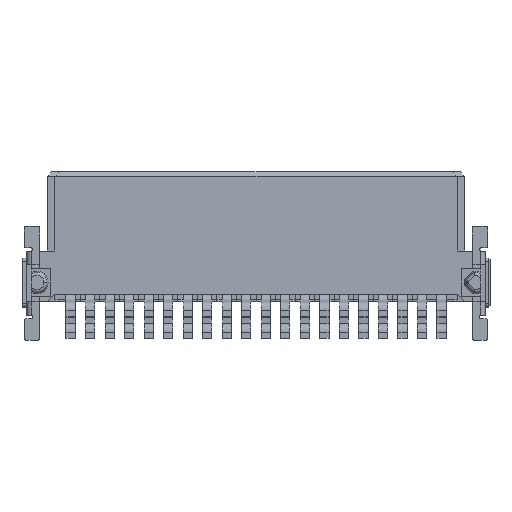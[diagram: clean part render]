
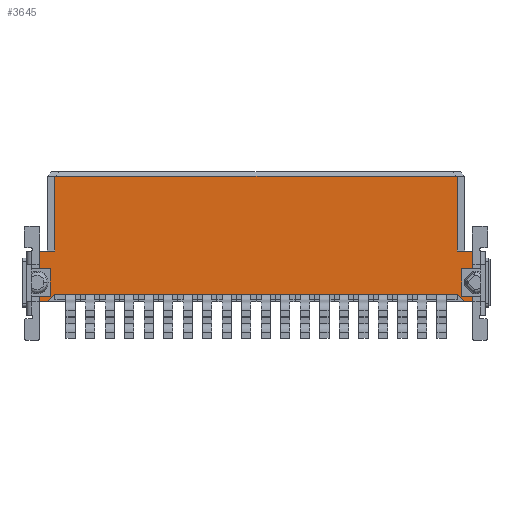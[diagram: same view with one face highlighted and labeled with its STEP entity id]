
A CAD part, front view. The second image highlights one B-rep face of the part: STEP entity #3645.
In plain terms, the highlighted planar face has unit normal (0, -1, 0).
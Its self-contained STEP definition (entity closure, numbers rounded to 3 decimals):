
#3522=AXIS2_PLACEMENT_3D('Plane Axis2P3D',#3519,#3520,#3521) ;
#748=CARTESIAN_POINT('Vertex',(1.115,1.373,5.8)) ;
#751=CARTESIAN_POINT('Line Origine',(1.63,1.373,5.8)) ;
#755=CARTESIAN_POINT('Vertex',(2.145,1.373,5.8)) ;
#887=CARTESIAN_POINT('Vertex',(28.295,1.373,5.8)) ;
#890=CARTESIAN_POINT('Line Origine',(28.81,1.373,5.8)) ;
#894=CARTESIAN_POINT('Vertex',(29.325,1.373,5.8)) ;
#2554=CARTESIAN_POINT('Vertex',(1.115,1.373,2.85)) ;
#2559=CARTESIAN_POINT('Line Origine',(1.48,1.373,2.85)) ;
#2563=CARTESIAN_POINT('Vertex',(1.845,1.373,2.85)) ;
#2846=CARTESIAN_POINT('Vertex',(1.115,1.373,4.65)) ;
#2858=CARTESIAN_POINT('Vertex',(1.845,1.373,4.65)) ;
#2861=CARTESIAN_POINT('Line Origine',(1.48,1.373,4.65)) ;
#3506=CARTESIAN_POINT('Line Origine',(1.115,1.373,5.225)) ;
#3519=CARTESIAN_POINT('Axis2P3D Location',(18.595,1.373,10.85)) ;
#3524=CARTESIAN_POINT('Line Origine',(15.22,1.373,3.)) ;
#3528=CARTESIAN_POINT('Vertex',(28.295,1.373,3.)) ;
#3530=CARTESIAN_POINT('Vertex',(2.145,1.373,3.)) ;
#3533=CARTESIAN_POINT('Line Origine',(28.545,1.373,2.75)) ;
#3537=CARTESIAN_POINT('Vertex',(28.795,1.373,2.5)) ;
#3540=CARTESIAN_POINT('Line Origine',(29.06,1.373,2.5)) ;
#3544=CARTESIAN_POINT('Vertex',(29.325,1.373,2.5)) ;
#3547=CARTESIAN_POINT('Line Origine',(29.325,1.373,2.675)) ;
#3551=CARTESIAN_POINT('Vertex',(29.325,1.373,2.85)) ;
#3554=CARTESIAN_POINT('Line Origine',(28.96,1.373,2.85)) ;
#3558=CARTESIAN_POINT('Vertex',(28.595,1.373,2.85)) ;
#3561=CARTESIAN_POINT('Line Origine',(28.595,1.373,3.75)) ;
#3565=CARTESIAN_POINT('Vertex',(28.595,1.373,4.65)) ;
#3568=CARTESIAN_POINT('Line Origine',(28.96,1.373,4.65)) ;
#3572=CARTESIAN_POINT('Vertex',(29.325,1.373,4.65)) ;
#3575=CARTESIAN_POINT('Line Origine',(29.325,1.373,5.225)) ;
#3580=CARTESIAN_POINT('Line Origine',(28.295,1.373,8.225)) ;
#3584=CARTESIAN_POINT('Vertex',(28.295,1.373,10.65)) ;
#3587=CARTESIAN_POINT('Line Origine',(15.22,1.373,10.65)) ;
#3591=CARTESIAN_POINT('Vertex',(2.145,1.373,10.65)) ;
#3594=CARTESIAN_POINT('Line Origine',(2.145,1.373,8.225)) ;
#3599=CARTESIAN_POINT('Line Origine',(1.845,1.373,3.75)) ;
#3604=CARTESIAN_POINT('Line Origine',(1.115,1.373,2.675)) ;
#3608=CARTESIAN_POINT('Vertex',(1.115,1.373,2.5)) ;
#3611=CARTESIAN_POINT('Line Origine',(1.38,1.373,2.5)) ;
#3615=CARTESIAN_POINT('Vertex',(1.645,1.373,2.5)) ;
#3618=CARTESIAN_POINT('Line Origine',(1.895,1.373,2.75)) ;
#752=DIRECTION('Vector Direction',(-1.,0.,0.)) ;
#891=DIRECTION('Vector Direction',(-1.,0.,0.)) ;
#2560=DIRECTION('Vector Direction',(-1.,0.,0.)) ;
#2862=DIRECTION('Vector Direction',(1.,0.,0.)) ;
#3507=DIRECTION('Vector Direction',(0.,0.,-1.)) ;
#3520=DIRECTION('Axis2P3D Direction',(0.,-1.,0.)) ;
#3521=DIRECTION('Axis2P3D XDirection',(0.,0.,-1.)) ;
#3525=DIRECTION('Vector Direction',(-1.,0.,0.)) ;
#3534=DIRECTION('Vector Direction',(0.707,0.,-0.707)) ;
#3541=DIRECTION('Vector Direction',(1.,0.,0.)) ;
#3548=DIRECTION('Vector Direction',(0.,0.,1.)) ;
#3555=DIRECTION('Vector Direction',(-1.,0.,0.)) ;
#3562=DIRECTION('Vector Direction',(0.,0.,1.)) ;
#3569=DIRECTION('Vector Direction',(1.,0.,0.)) ;
#3576=DIRECTION('Vector Direction',(0.,0.,1.)) ;
#3581=DIRECTION('Vector Direction',(0.,0.,1.)) ;
#3588=DIRECTION('Vector Direction',(-1.,0.,0.)) ;
#3595=DIRECTION('Vector Direction',(0.,0.,-1.)) ;
#3600=DIRECTION('Vector Direction',(0.,0.,-1.)) ;
#3605=DIRECTION('Vector Direction',(0.,0.,-1.)) ;
#3612=DIRECTION('Vector Direction',(1.,0.,0.)) ;
#3619=DIRECTION('Vector Direction',(0.707,0.,0.707)) ;
#753=VECTOR('Line Direction',#752,1.) ;
#892=VECTOR('Line Direction',#891,1.) ;
#2561=VECTOR('Line Direction',#2560,1.) ;
#2863=VECTOR('Line Direction',#2862,1.) ;
#3508=VECTOR('Line Direction',#3507,1.) ;
#3526=VECTOR('Line Direction',#3525,1.) ;
#3535=VECTOR('Line Direction',#3534,1.) ;
#3542=VECTOR('Line Direction',#3541,1.) ;
#3549=VECTOR('Line Direction',#3548,1.) ;
#3556=VECTOR('Line Direction',#3555,1.) ;
#3563=VECTOR('Line Direction',#3562,1.) ;
#3570=VECTOR('Line Direction',#3569,1.) ;
#3577=VECTOR('Line Direction',#3576,1.) ;
#3582=VECTOR('Line Direction',#3581,1.) ;
#3589=VECTOR('Line Direction',#3588,1.) ;
#3596=VECTOR('Line Direction',#3595,1.) ;
#3601=VECTOR('Line Direction',#3600,1.) ;
#3606=VECTOR('Line Direction',#3605,1.) ;
#3613=VECTOR('Line Direction',#3612,1.) ;
#3620=VECTOR('Line Direction',#3619,1.) ;
#3624=ORIENTED_EDGE('',*,*,#3532,.F.) ;
#3625=ORIENTED_EDGE('',*,*,#3539,.T.) ;
#3626=ORIENTED_EDGE('',*,*,#3546,.T.) ;
#3627=ORIENTED_EDGE('',*,*,#3553,.T.) ;
#3628=ORIENTED_EDGE('',*,*,#3560,.T.) ;
#3629=ORIENTED_EDGE('',*,*,#3567,.T.) ;
#3630=ORIENTED_EDGE('',*,*,#3574,.T.) ;
#3631=ORIENTED_EDGE('',*,*,#3579,.T.) ;
#3632=ORIENTED_EDGE('',*,*,#896,.T.) ;
#3633=ORIENTED_EDGE('',*,*,#3586,.T.) ;
#3634=ORIENTED_EDGE('',*,*,#3593,.T.) ;
#3635=ORIENTED_EDGE('',*,*,#3598,.T.) ;
#3636=ORIENTED_EDGE('',*,*,#757,.T.) ;
#3637=ORIENTED_EDGE('',*,*,#3510,.T.) ;
#3638=ORIENTED_EDGE('',*,*,#2865,.T.) ;
#3639=ORIENTED_EDGE('',*,*,#3603,.T.) ;
#3640=ORIENTED_EDGE('',*,*,#2565,.T.) ;
#3641=ORIENTED_EDGE('',*,*,#3610,.T.) ;
#3642=ORIENTED_EDGE('',*,*,#3617,.T.) ;
#3643=ORIENTED_EDGE('',*,*,#3622,.T.) ;
#3645=ADVANCED_FACE('Hauptk\X2\00F6\X0\rper',(#3644),#3523,.T.) ;
#757=EDGE_CURVE('',#756,#749,#754,.T.) ;
#896=EDGE_CURVE('',#895,#888,#893,.T.) ;
#2565=EDGE_CURVE('',#2564,#2555,#2562,.T.) ;
#2865=EDGE_CURVE('',#2847,#2859,#2864,.T.) ;
#3510=EDGE_CURVE('',#749,#2847,#3509,.T.) ;
#3532=EDGE_CURVE('',#3529,#3531,#3527,.T.) ;
#3539=EDGE_CURVE('',#3529,#3538,#3536,.T.) ;
#3546=EDGE_CURVE('',#3538,#3545,#3543,.T.) ;
#3553=EDGE_CURVE('',#3545,#3552,#3550,.T.) ;
#3560=EDGE_CURVE('',#3552,#3559,#3557,.T.) ;
#3567=EDGE_CURVE('',#3559,#3566,#3564,.T.) ;
#3574=EDGE_CURVE('',#3566,#3573,#3571,.T.) ;
#3579=EDGE_CURVE('',#3573,#895,#3578,.T.) ;
#3586=EDGE_CURVE('',#888,#3585,#3583,.T.) ;
#3593=EDGE_CURVE('',#3585,#3592,#3590,.T.) ;
#3598=EDGE_CURVE('',#3592,#756,#3597,.T.) ;
#3603=EDGE_CURVE('',#2859,#2564,#3602,.T.) ;
#3610=EDGE_CURVE('',#2555,#3609,#3607,.T.) ;
#3617=EDGE_CURVE('',#3609,#3616,#3614,.T.) ;
#3622=EDGE_CURVE('',#3616,#3531,#3621,.T.) ;
#3623=EDGE_LOOP('',(#3624,#3625,#3626,#3627,#3628,#3629,#3630,#3631,#3632,#3633,#3634,#3635,#3636,#3637,#3638,#3639,#3640,#3641,#3642,#3643)) ;
#3644=FACE_OUTER_BOUND('',#3623,.T.) ;
#754=LINE('Line',#751,#753) ;
#893=LINE('Line',#890,#892) ;
#2562=LINE('Line',#2559,#2561) ;
#2864=LINE('Line',#2861,#2863) ;
#3509=LINE('Line',#3506,#3508) ;
#3527=LINE('Line',#3524,#3526) ;
#3536=LINE('Line',#3533,#3535) ;
#3543=LINE('Line',#3540,#3542) ;
#3550=LINE('Line',#3547,#3549) ;
#3557=LINE('Line',#3554,#3556) ;
#3564=LINE('Line',#3561,#3563) ;
#3571=LINE('Line',#3568,#3570) ;
#3578=LINE('Line',#3575,#3577) ;
#3583=LINE('Line',#3580,#3582) ;
#3590=LINE('Line',#3587,#3589) ;
#3597=LINE('Line',#3594,#3596) ;
#3602=LINE('Line',#3599,#3601) ;
#3607=LINE('Line',#3604,#3606) ;
#3614=LINE('Line',#3611,#3613) ;
#3621=LINE('Line',#3618,#3620) ;
#3523=PLANE('',#3522) ;
#749=VERTEX_POINT('',#748) ;
#756=VERTEX_POINT('',#755) ;
#888=VERTEX_POINT('',#887) ;
#895=VERTEX_POINT('',#894) ;
#2555=VERTEX_POINT('',#2554) ;
#2564=VERTEX_POINT('',#2563) ;
#2847=VERTEX_POINT('',#2846) ;
#2859=VERTEX_POINT('',#2858) ;
#3529=VERTEX_POINT('',#3528) ;
#3531=VERTEX_POINT('',#3530) ;
#3538=VERTEX_POINT('',#3537) ;
#3545=VERTEX_POINT('',#3544) ;
#3552=VERTEX_POINT('',#3551) ;
#3559=VERTEX_POINT('',#3558) ;
#3566=VERTEX_POINT('',#3565) ;
#3573=VERTEX_POINT('',#3572) ;
#3585=VERTEX_POINT('',#3584) ;
#3592=VERTEX_POINT('',#3591) ;
#3609=VERTEX_POINT('',#3608) ;
#3616=VERTEX_POINT('',#3615) ;
